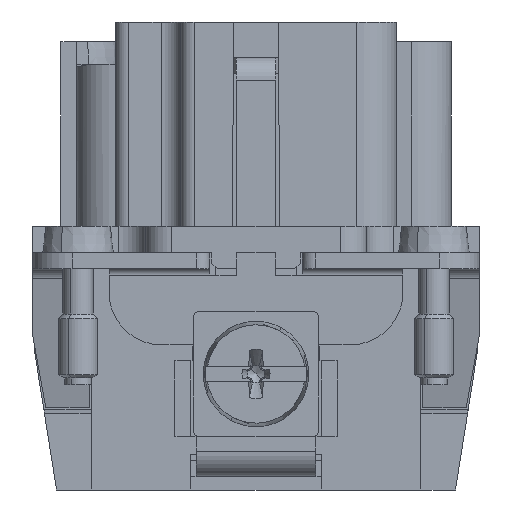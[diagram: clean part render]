
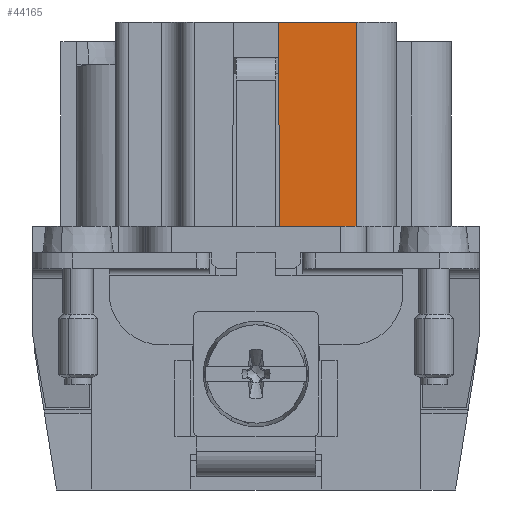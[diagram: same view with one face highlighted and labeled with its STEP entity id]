
A CAD part, front view. The second image highlights one B-rep face of the part: STEP entity #44165.
In plain terms, the highlighted planar face has unit normal (0, -1, 0).
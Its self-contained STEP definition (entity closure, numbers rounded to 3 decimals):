
#15623=AXIS2_PLACEMENT_3D('Plane Axis2P3D',#15620,#15621,#15622) ;
#11633=CARTESIAN_POINT('Vertex',(18.626,9.6,35.5)) ;
#11658=CARTESIAN_POINT('Vertex',(18.762,9.6,20.)) ;
#11661=CARTESIAN_POINT('Line Origine',(18.701,9.6,27.)) ;
#15620=CARTESIAN_POINT('Axis2P3D Location',(12.95,9.6,20.)) ;
#40877=CARTESIAN_POINT('Line Origine',(24.6,9.6,27.75)) ;
#40881=CARTESIAN_POINT('Vertex',(24.6,9.6,20.)) ;
#40883=CARTESIAN_POINT('Vertex',(24.6,9.6,35.5)) ;
#44133=CARTESIAN_POINT('Line Origine',(22.775,9.6,35.5)) ;
#44137=CARTESIAN_POINT('Vertex',(20.95,9.6,35.5)) ;
#44140=CARTESIAN_POINT('Line Origine',(19.788,9.6,35.5)) ;
#44145=CARTESIAN_POINT('Line Origine',(19.856,9.6,20.)) ;
#44149=CARTESIAN_POINT('Vertex',(20.95,9.6,20.)) ;
#44152=CARTESIAN_POINT('Line Origine',(22.775,9.6,20.)) ;
#11662=DIRECTION('Vector Direction',(-0.009,0.,1.)) ;
#15621=DIRECTION('Axis2P3D Direction',(0.,1.,0.)) ;
#15622=DIRECTION('Axis2P3D XDirection',(-1.,0.,0.)) ;
#40878=DIRECTION('Vector Direction',(0.,0.,1.)) ;
#44134=DIRECTION('Vector Direction',(1.,0.,0.)) ;
#44141=DIRECTION('Vector Direction',(1.,0.,0.)) ;
#44146=DIRECTION('Vector Direction',(-1.,0.,0.)) ;
#44153=DIRECTION('Vector Direction',(1.,0.,0.)) ;
#11663=VECTOR('Line Direction',#11662,1.) ;
#40879=VECTOR('Line Direction',#40878,1.) ;
#44135=VECTOR('Line Direction',#44134,1.) ;
#44142=VECTOR('Line Direction',#44141,1.) ;
#44147=VECTOR('Line Direction',#44146,1.) ;
#44154=VECTOR('Line Direction',#44153,1.) ;
#44158=ORIENTED_EDGE('',*,*,#44139,.F.) ;
#44159=ORIENTED_EDGE('',*,*,#44144,.T.) ;
#44160=ORIENTED_EDGE('',*,*,#11665,.T.) ;
#44161=ORIENTED_EDGE('',*,*,#44151,.F.) ;
#44162=ORIENTED_EDGE('',*,*,#44156,.T.) ;
#44163=ORIENTED_EDGE('',*,*,#40885,.T.) ;
#44165=ADVANCED_FACE('Hauptk\X2\00F6\X0\rper',(#44164),#15624,.F.) ;
#11665=EDGE_CURVE('',#11634,#11659,#11664,.F.) ;
#40885=EDGE_CURVE('',#40882,#40884,#40880,.T.) ;
#44139=EDGE_CURVE('',#44138,#40884,#44136,.T.) ;
#44144=EDGE_CURVE('',#44138,#11634,#44143,.F.) ;
#44151=EDGE_CURVE('',#44150,#11659,#44148,.T.) ;
#44156=EDGE_CURVE('',#44150,#40882,#44155,.T.) ;
#44157=EDGE_LOOP('',(#44158,#44159,#44160,#44161,#44162,#44163)) ;
#44164=FACE_OUTER_BOUND('',#44157,.T.) ;
#11664=LINE('Line',#11661,#11663) ;
#40880=LINE('Line',#40877,#40879) ;
#44136=LINE('Line',#44133,#44135) ;
#44143=LINE('Line',#44140,#44142) ;
#44148=LINE('Line',#44145,#44147) ;
#44155=LINE('Line',#44152,#44154) ;
#15624=PLANE('',#15623) ;
#11634=VERTEX_POINT('',#11633) ;
#11659=VERTEX_POINT('',#11658) ;
#40882=VERTEX_POINT('',#40881) ;
#40884=VERTEX_POINT('',#40883) ;
#44138=VERTEX_POINT('',#44137) ;
#44150=VERTEX_POINT('',#44149) ;
